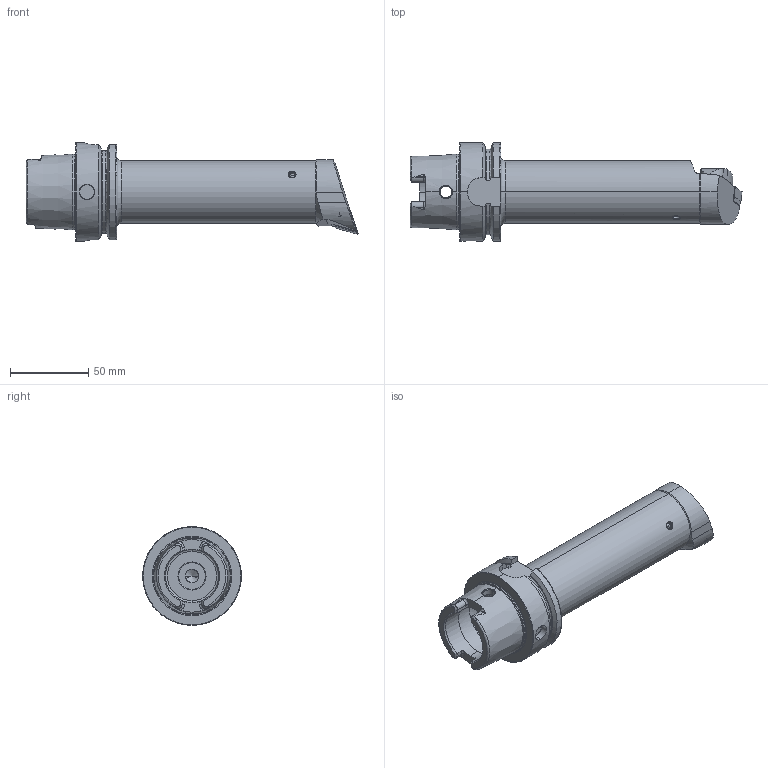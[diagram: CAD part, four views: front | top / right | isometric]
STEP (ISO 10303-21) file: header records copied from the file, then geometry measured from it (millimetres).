
FILE_DESCRIPTION (( 'STEP AP214' ), '1' );
FILE_NAME ('HA6.BDF.RQC.180.STEP', '2023-09-15T12:48:45', ( '' ), ( '' ), 'SwSTEP 2.0', 'SolidWorks 2017', '' );
FILE_SCHEMA (( 'AUTOMOTIVE_DESIGN' ));
Length unit declared in the file: millimetre
Products named in the file (9): WCC-ER5.102.005_A; WDF-ER2.101.003_A; HA6.BDF.RQC.180; WCC-ER2.001.010_A; KVT_MB_600_050; HA6-BDF.RQC.180_E; WCC-ER4.102.020_A; DNMG150604; WCC-ER3.102.024_C
Assembly tree (8 placements, depth 2):
  HA6.BDF.RQC.180
    HA6-BDF.RQC.180_E
    WCC-ER3.102.024_C
    DNMG150604
    WCC-ER4.102.020_A
    WCC-ER5.102.005_A
    KVT_MB_600_050
    WCC-ER2.001.010_A
    WDF-ER2.101.003_A
Bounding box: 211.9 x 63 x 63 mm (x, y, z)
Volume: 253070.7 mm3; surface area: 48481.2 mm2
Topology: 9 solids, 9 shells, 412 faces, 1038 edges, 631 vertices
Faces by surface type: cylinder 133, plane 111, cone 98, torus 52, bspline 16, sphere 2
Entity records: 15759 total; most frequent: CARTESIAN_POINT 4607, ORIENTED_EDGE 2034, DIRECTION 1974, EDGE_CURVE 1017, AXIS2_PLACEMENT_3D 787, VERTEX_POINT 628, EDGE_LOOP 435, FACE_OUTER_BOUND 412
